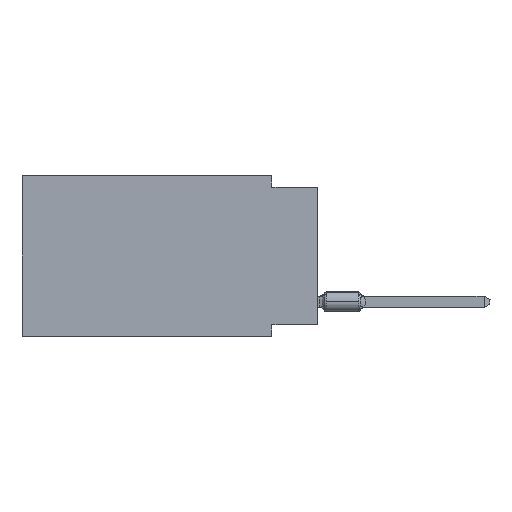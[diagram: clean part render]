
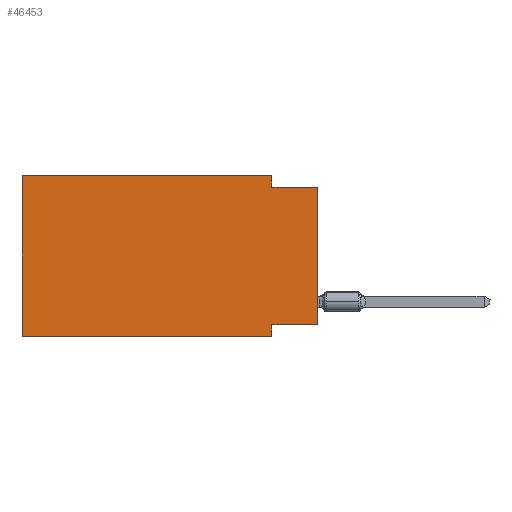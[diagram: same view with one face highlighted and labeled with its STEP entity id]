
A CAD part, left-side view. The second image highlights one B-rep face of the part: STEP entity #46453.
In plain terms, the highlighted planar face has unit normal (-1, 0, 0).
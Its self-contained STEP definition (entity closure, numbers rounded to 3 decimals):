
#2217 = EDGE_CURVE ( 'NONE', #75037, #42025, #76976, .T. ) ;
#2960 = VECTOR ( 'NONE', #40816, 1000. ) ;
#3710 = LINE ( 'NONE', #76261, #16620 ) ;
#3870 = ORIENTED_EDGE ( 'NONE', *, *, #43336, .T. ) ;
#8636 = VECTOR ( 'NONE', #31687, 1000. ) ;
#9254 = LINE ( 'NONE', #27900, #25858 ) ;
#9584 = ORIENTED_EDGE ( 'NONE', *, *, #26572, .T. ) ;
#9909 = CARTESIAN_POINT ( 'NONE',  ( 0., 16.383, 0. ) ) ;
#10040 = DIRECTION ( 'NONE',  ( 0., 0., -1. ) ) ;
#11131 = VERTEX_POINT ( 'NONE', #19089 ) ;
#15238 = CARTESIAN_POINT ( 'NONE',  ( 0., 16.383, -8.89 ) ) ;
#16242 = LINE ( 'NONE', #36016, #46038 ) ;
#16459 = CARTESIAN_POINT ( 'NONE',  ( 0., 16.383, 0. ) ) ;
#16620 = VECTOR ( 'NONE', #28277, 1000. ) ;
#16997 = CARTESIAN_POINT ( 'NONE',  ( 0., 2.54, 0. ) ) ;
#18337 = VERTEX_POINT ( 'NONE', #38802 ) ;
#19089 = CARTESIAN_POINT ( 'NONE',  ( 0., 16.383, 0. ) ) ;
#19153 = ORIENTED_EDGE ( 'NONE', *, *, #64441, .F. ) ;
#20554 = DIRECTION ( 'NONE',  ( 0., -1., 0. ) ) ;
#21507 = EDGE_CURVE ( 'NONE', #11131, #53004, #51092, .T. ) ;
#25005 = ORIENTED_EDGE ( 'NONE', *, *, #21507, .F. ) ;
#25858 = VECTOR ( 'NONE', #10040, 1000. ) ;
#26572 = EDGE_CURVE ( 'NONE', #75037, #47110, #3710, .T. ) ;
#27900 = CARTESIAN_POINT ( 'NONE',  ( 0., 2.54, -8.89 ) ) ;
#28277 = DIRECTION ( 'NONE',  ( 0., 0., 1. ) ) ;
#28932 = LINE ( 'NONE', #9909, #50257 ) ;
#29136 = FACE_OUTER_BOUND ( 'NONE', #57451, .T. ) ;
#29526 = DIRECTION ( 'NONE',  ( 0., 0., -1. ) ) ;
#31596 = VECTOR ( 'NONE', #64300, 1000. ) ;
#31661 = EDGE_CURVE ( 'NONE', #48312, #11131, #28932, .T. ) ;
#31687 = DIRECTION ( 'NONE',  ( 0., -1., 0. ) ) ;
#31989 = CARTESIAN_POINT ( 'NONE',  ( 0., 0., -8.255 ) ) ;
#34936 = CARTESIAN_POINT ( 'NONE',  ( 0., 0., -8.255 ) ) ;
#35100 = DIRECTION ( 'NONE',  ( 1., 0., 0. ) ) ;
#36016 = CARTESIAN_POINT ( 'NONE',  ( 0., 16.383, -8.89 ) ) ;
#37054 = VERTEX_POINT ( 'NONE', #51021 ) ;
#38802 = CARTESIAN_POINT ( 'NONE',  ( 0., 2.54, -0.635 ) ) ;
#39848 = ORIENTED_EDGE ( 'NONE', *, *, #69941, .F. ) ;
#40816 = DIRECTION ( 'NONE',  ( 0., 0., -1. ) ) ;
#42025 = VERTEX_POINT ( 'NONE', #51768 ) ;
#43336 = EDGE_CURVE ( 'NONE', #48312, #37054, #16242, .T. ) ;
#43595 = CARTESIAN_POINT ( 'NONE',  ( 0., 0., -0.635 ) ) ;
#46011 = DIRECTION ( 'NONE',  ( 0., 0., 1. ) ) ;
#46038 = VECTOR ( 'NONE', #54275, 1000. ) ;
#46453 = ADVANCED_FACE ( 'NONE', ( #29136 ), #65617, .F. ) ;
#46896 = VECTOR ( 'NONE', #20554, 1000. ) ;
#47110 = VERTEX_POINT ( 'NONE', #64022 ) ;
#47691 = LINE ( 'NONE', #43595, #8636 ) ;
#48312 = VERTEX_POINT ( 'NONE', #15238 ) ;
#50257 = VECTOR ( 'NONE', #46011, 1000. ) ;
#51021 = CARTESIAN_POINT ( 'NONE',  ( 0., 2.54, -8.89 ) ) ;
#51092 = LINE ( 'NONE', #51481, #46896 ) ;
#51302 = ORIENTED_EDGE ( 'NONE', *, *, #31661, .F. ) ;
#51481 = CARTESIAN_POINT ( 'NONE',  ( 0., 16.383, 0. ) ) ;
#51533 = LINE ( 'NONE', #16997, #2960 ) ;
#51768 = CARTESIAN_POINT ( 'NONE',  ( 0., 2.54, -8.255 ) ) ;
#52506 = ORIENTED_EDGE ( 'NONE', *, *, #74576, .F. ) ;
#53004 = VERTEX_POINT ( 'NONE', #53594 ) ;
#53594 = CARTESIAN_POINT ( 'NONE',  ( 0., 2.54, 0. ) ) ;
#54275 = DIRECTION ( 'NONE',  ( 0., -1., 0. ) ) ;
#57451 = EDGE_LOOP ( 'NONE', ( #9584, #52506, #39848, #25005, #51302, #3870, #19153, #77541 ) ) ;
#57786 = AXIS2_PLACEMENT_3D ( 'NONE', #16459, #35100, #29526 ) ;
#64022 = CARTESIAN_POINT ( 'NONE',  ( 0., 0., -0.635 ) ) ;
#64300 = DIRECTION ( 'NONE',  ( 0., 1., 0. ) ) ;
#64441 = EDGE_CURVE ( 'NONE', #42025, #37054, #9254, .T. ) ;
#65617 = PLANE ( 'NONE',  #57786 ) ;
#69941 = EDGE_CURVE ( 'NONE', #53004, #18337, #51533, .T. ) ;
#74576 = EDGE_CURVE ( 'NONE', #18337, #47110, #47691, .T. ) ;
#75037 = VERTEX_POINT ( 'NONE', #31989 ) ;
#76261 = CARTESIAN_POINT ( 'NONE',  ( 0., 0., 0. ) ) ;
#76976 = LINE ( 'NONE', #34936, #31596 ) ;
#77541 = ORIENTED_EDGE ( 'NONE', *, *, #2217, .F. ) ;
